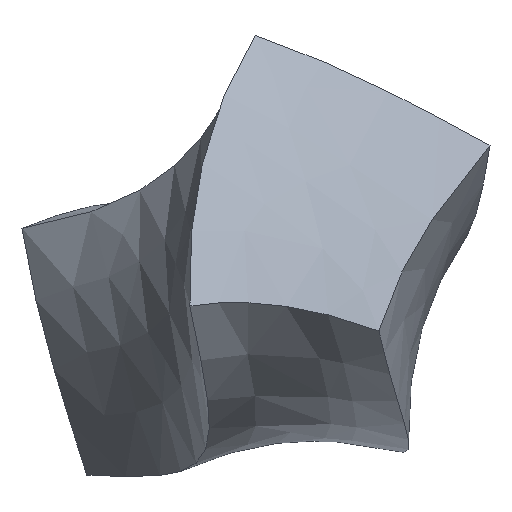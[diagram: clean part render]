
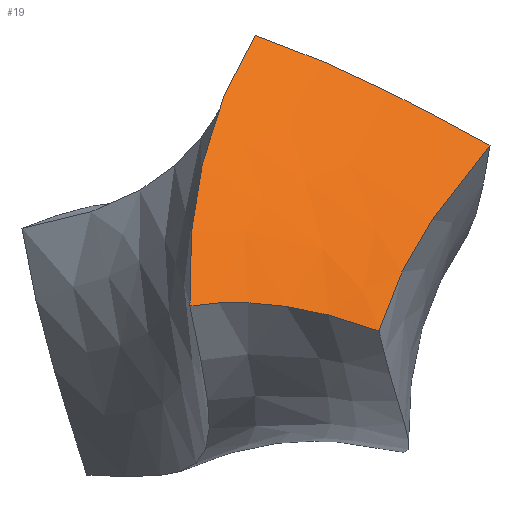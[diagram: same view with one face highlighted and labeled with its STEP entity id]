
A CAD part, isometric view. The second image highlights one B-rep face of the part: STEP entity #19.
In plain terms, the highlighted free-form (B-spline) face has degree [3, 3] with [8, 7] control points.
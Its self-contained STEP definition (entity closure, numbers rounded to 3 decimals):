
#19=ADVANCED_FACE('',(#25),#93,.T.);
#25=FACE_OUTER_BOUND('',#31,.T.);
#31=EDGE_LOOP('',(#52,#53,#54,#55));
#52=ORIENTED_EDGE('',*,*,#56,.F.);
#53=ORIENTED_EDGE('',*,*,#59,.F.);
#54=ORIENTED_EDGE('',*,*,#66,.F.);
#55=ORIENTED_EDGE('',*,*,#67,.F.);
#56=EDGE_CURVE('',#82,#83,#68,.T.);
#59=EDGE_CURVE('',#85,#82,#71,.T.);
#66=EDGE_CURVE('',#87,#85,#78,.T.);
#67=EDGE_CURVE('',#83,#87,#79,.T.);
#68=B_SPLINE_CURVE_WITH_KNOTS('',3,(#932,#933,#934,#935,#936,#937,#938,#939),
 .UNSPECIFIED.,.F.,.F.,(4,1,1,1,1,4),(-38.854,-29.14,
-24.284,-19.427,-9.713,0.),
 .UNSPECIFIED.);
#71=B_SPLINE_CURVE_WITH_KNOTS('',3,(#965,#966,#967,#968,#969,#970,#971),
 .UNSPECIFIED.,.F.,.F.,(4,1,1,1,4),(-77.273,-67.668,
-58.063,-48.459,-38.854),.UNSPECIFIED.);
#78=B_SPLINE_CURVE_WITH_KNOTS('',3,(#1047,#1048,#1049,#1050,#1051,#1052,
#1053,#1054),.UNSPECIFIED.,.F.,.F.,(4,1,1,1,1,4),(0.,9.713,19.427,
24.284,29.14,38.854),.UNSPECIFIED.);
#79=B_SPLINE_CURVE_WITH_KNOTS('',3,(#1055,#1056,#1057,#1058,#1059,#1060,
#1061),.UNSPECIFIED.,.F.,.F.,(4,1,1,1,4),(0.,9.605,19.209,
28.814,38.419),.UNSPECIFIED.);
#82=VERTEX_POINT('',#926);
#83=VERTEX_POINT('',#927);
#85=VERTEX_POINT('',#929);
#87=VERTEX_POINT('',#931);
#93=B_SPLINE_SURFACE_WITH_KNOTS('',3,3,((#868,#869,#870,#871,#872,#873,#874),
(#875,#876,#877,#878,#879,#880,#881),(#882,#883,#884,#885,#886,#887,#888),
(#889,#890,#891,#892,#893,#894,#895),(#896,#897,#898,#899,#900,#901,#902),
(#903,#904,#905,#906,#907,#908,#909),(#910,#911,#912,#913,#914,#915,#916),
(#917,#918,#919,#920,#921,#922,#923)),.UNSPECIFIED.,.F.,.F.,.F.,(4,1,1,1,
1,4),(4,1,1,1,4),(0.,9.713,19.427,24.284,
29.14,38.854),(0.,9.605,19.209,
28.814,38.419),.UNSPECIFIED.);
#868=CARTESIAN_POINT('',(-31.709,7.454,55.942));
#869=CARTESIAN_POINT('',(-29.237,10.163,58.322));
#870=CARTESIAN_POINT('',(-23.767,15.341,62.586));
#871=CARTESIAN_POINT('',(-14.324,22.143,67.528));
#872=CARTESIAN_POINT('',(-4.025,27.832,71.141));
#873=CARTESIAN_POINT('',(3.16,30.868,72.808));
#874=CARTESIAN_POINT('',(6.774,32.211,73.503));
#875=CARTESIAN_POINT('',(-29.522,6.403,55.828));
#876=CARTESIAN_POINT('',(-27.013,9.001,58.105));
#877=CARTESIAN_POINT('',(-21.497,13.938,62.167));
#878=CARTESIAN_POINT('',(-12.077,20.352,66.842));
#879=CARTESIAN_POINT('',(-1.887,25.655,70.245));
#880=CARTESIAN_POINT('',(5.175,28.458,71.819));
#881=CARTESIAN_POINT('',(8.719,29.696,72.48));
#882=CARTESIAN_POINT('',(-25.474,3.866,55.485));
#883=CARTESIAN_POINT('',(-22.911,6.238,57.567));
#884=CARTESIAN_POINT('',(-17.344,10.695,61.252));
#885=CARTESIAN_POINT('',(-8.022,16.357,65.444));
#886=CARTESIAN_POINT('',(1.912,20.94,68.483));
#887=CARTESIAN_POINT('',(8.721,23.324,69.91));
#888=CARTESIAN_POINT('',(12.125,24.377,70.524));
#889=CARTESIAN_POINT('',(-21.287,-0.284,54.886));
#890=CARTESIAN_POINT('',(-18.697,1.813,56.753));
#891=CARTESIAN_POINT('',(-13.14,5.7,60.032));
#892=CARTESIAN_POINT('',(-4.009,10.522,63.736));
#893=CARTESIAN_POINT('',(5.591,14.355,66.437));
#894=CARTESIAN_POINT('',(12.116,16.341,67.752));
#895=CARTESIAN_POINT('',(15.37,17.23,68.339));
#896=CARTESIAN_POINT('',(-18.458,-4.111,54.361));
#897=CARTESIAN_POINT('',(-15.86,-2.224,56.07));
#898=CARTESIAN_POINT('',(-10.329,1.238,59.058));
#899=CARTESIAN_POINT('',(-1.352,5.46,62.424));
#900=CARTESIAN_POINT('',(8.016,8.787,64.903));
#901=CARTESIAN_POINT('',(14.359,10.53,66.154));
#902=CARTESIAN_POINT('',(17.521,11.327,66.731));
#903=CARTESIAN_POINT('',(-15.959,-8.248,53.813));
#904=CARTESIAN_POINT('',(-13.357,-6.563,55.374));
#905=CARTESIAN_POINT('',(-7.859,-3.505,58.092));
#906=CARTESIAN_POINT('',(0.978,0.169,61.147));
#907=CARTESIAN_POINT('',(10.15,3.054,63.428));
#908=CARTESIAN_POINT('',(16.35,4.602,64.625));
#909=CARTESIAN_POINT('',(19.443,5.332,65.197));
#910=CARTESIAN_POINT('',(-14.436,-11.67,53.387));
#911=CARTESIAN_POINT('',(-11.832,-10.125,54.846));
#912=CARTESIAN_POINT('',(-6.354,-7.342,57.377));
#913=CARTESIAN_POINT('',(2.409,-4.023,60.223));
#914=CARTESIAN_POINT('',(11.489,-1.398,62.372));
#915=CARTESIAN_POINT('',(17.634,0.059,63.538));
#916=CARTESIAN_POINT('',(20.703,0.769,64.109));
#917=CARTESIAN_POINT('',(-13.544,-14.068,53.095));
#918=CARTESIAN_POINT('',(-10.936,-12.612,54.487));
#919=CARTESIAN_POINT('',(-5.461,-9.999,56.897));
#920=CARTESIAN_POINT('',(3.278,-6.889,59.606));
#921=CARTESIAN_POINT('',(12.335,-4.405,61.668));
#922=CARTESIAN_POINT('',(18.472,-2.983,62.813));
#923=CARTESIAN_POINT('',(21.541,-2.273,63.385));
#926=CARTESIAN_POINT('',(-13.544,-14.068,53.095));
#927=CARTESIAN_POINT('',(-31.709,7.454,55.942));
#929=CARTESIAN_POINT('',(21.541,-2.273,63.385));
#931=CARTESIAN_POINT('',(6.774,32.211,73.503));
#932=CARTESIAN_POINT('',(-13.544,-14.068,53.095));
#933=CARTESIAN_POINT('',(-14.436,-11.67,53.387));
#934=CARTESIAN_POINT('',(-15.959,-8.248,53.813));
#935=CARTESIAN_POINT('',(-18.458,-4.111,54.361));
#936=CARTESIAN_POINT('',(-21.287,-0.284,54.886));
#937=CARTESIAN_POINT('',(-25.474,3.866,55.485));
#938=CARTESIAN_POINT('',(-29.522,6.403,55.828));
#939=CARTESIAN_POINT('',(-31.709,7.454,55.942));
#965=CARTESIAN_POINT('',(21.541,-2.273,63.385));
#966=CARTESIAN_POINT('',(18.472,-2.983,62.813));
#967=CARTESIAN_POINT('',(12.335,-4.405,61.669));
#968=CARTESIAN_POINT('',(3.278,-6.889,59.606));
#969=CARTESIAN_POINT('',(-5.461,-9.999,56.897));
#970=CARTESIAN_POINT('',(-10.936,-12.612,54.487));
#971=CARTESIAN_POINT('',(-13.544,-14.068,53.095));
#1047=CARTESIAN_POINT('',(6.774,32.211,73.503));
#1048=CARTESIAN_POINT('',(8.719,29.696,72.48));
#1049=CARTESIAN_POINT('',(12.125,24.377,70.524));
#1050=CARTESIAN_POINT('',(15.37,17.23,68.339));
#1051=CARTESIAN_POINT('',(17.521,11.327,66.731));
#1052=CARTESIAN_POINT('',(19.443,5.332,65.197));
#1053=CARTESIAN_POINT('',(20.703,0.769,64.109));
#1054=CARTESIAN_POINT('',(21.541,-2.273,63.385));
#1055=CARTESIAN_POINT('',(-31.709,7.454,55.942));
#1056=CARTESIAN_POINT('',(-29.237,10.163,58.322));
#1057=CARTESIAN_POINT('',(-23.767,15.341,62.586));
#1058=CARTESIAN_POINT('',(-14.324,22.143,67.528));
#1059=CARTESIAN_POINT('',(-4.025,27.832,71.141));
#1060=CARTESIAN_POINT('',(3.16,30.868,72.808));
#1061=CARTESIAN_POINT('',(6.774,32.211,73.503));
